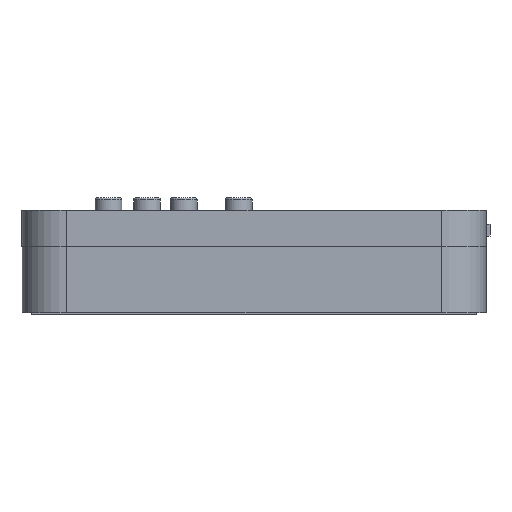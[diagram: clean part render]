
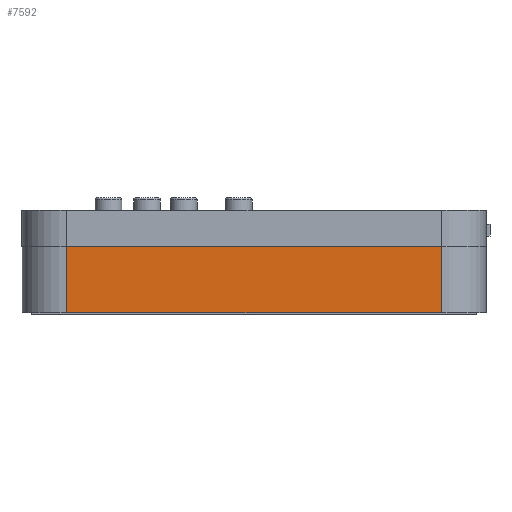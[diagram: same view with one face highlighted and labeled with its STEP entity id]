
A CAD part, left-side view. The second image highlights one B-rep face of the part: STEP entity #7592.
In plain terms, the highlighted planar face has unit normal (-1, 0, 0).
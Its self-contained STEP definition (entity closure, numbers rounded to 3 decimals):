
#897=FACE_OUTER_BOUND('',#1389,.T.);
#1389=EDGE_LOOP('',(#6885,#6886,#6887,#6888));
#2092=LINE('',#12321,#2896);
#2187=LINE('',#12588,#2991);
#2189=LINE('',#12594,#2993);
#2190=LINE('',#12595,#2994);
#2896=VECTOR('',#10123,10.);
#2991=VECTOR('',#10390,10.);
#2993=VECTOR('',#10396,10.);
#2994=VECTOR('',#10397,10.);
#3643=VERTEX_POINT('',#12318);
#3644=VERTEX_POINT('',#12320);
#3730=VERTEX_POINT('',#12587);
#3732=VERTEX_POINT('',#12593);
#4655=EDGE_CURVE('',#3643,#3644,#2092,.T.);
#4790=EDGE_CURVE('',#3644,#3730,#2187,.T.);
#4793=EDGE_CURVE('',#3732,#3643,#2189,.T.);
#4794=EDGE_CURVE('',#3732,#3730,#2190,.T.);
#6885=ORIENTED_EDGE('',*,*,#4790,.F.);
#6886=ORIENTED_EDGE('',*,*,#4655,.F.);
#6887=ORIENTED_EDGE('',*,*,#4793,.F.);
#6888=ORIENTED_EDGE('',*,*,#4794,.T.);
#7219=PLANE('',#8327);
#7592=ADVANCED_FACE('',(#897),#7219,.T.);
#8327=AXIS2_PLACEMENT_3D('',#12592,#10394,#10395);
#10123=DIRECTION('',(0.,-1.,0.));
#10390=DIRECTION('',(0.,0.,-1.));
#10394=DIRECTION('center_axis',(-1.,0.,0.));
#10395=DIRECTION('ref_axis',(0.,-1.,0.));
#10396=DIRECTION('',(0.,0.,1.));
#10397=DIRECTION('',(0.,-1.,0.));
#12318=CARTESIAN_POINT('',(-99.667,37.333,15.));
#12320=CARTESIAN_POINT('',(-99.667,-46.867,15.));
#12321=CARTESIAN_POINT('',(-99.667,47.333,15.));
#12587=CARTESIAN_POINT('',(-99.667,-46.867,0.));
#12588=CARTESIAN_POINT('',(-99.667,-46.867,0.));
#12592=CARTESIAN_POINT('Origin',(-99.667,47.333,0.));
#12593=CARTESIAN_POINT('',(-99.667,37.333,0.));
#12594=CARTESIAN_POINT('',(-99.667,37.333,0.));
#12595=CARTESIAN_POINT('',(-99.667,47.333,0.));
